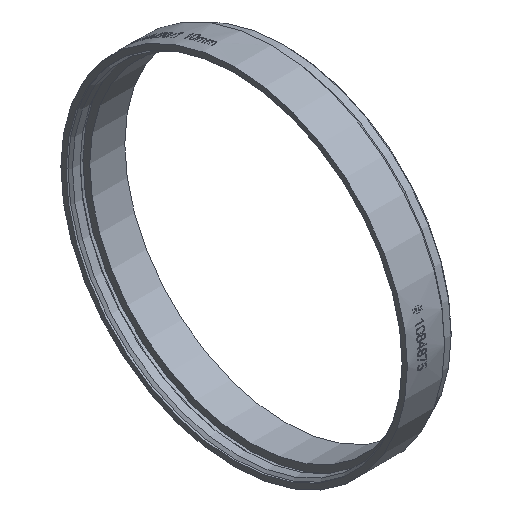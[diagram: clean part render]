
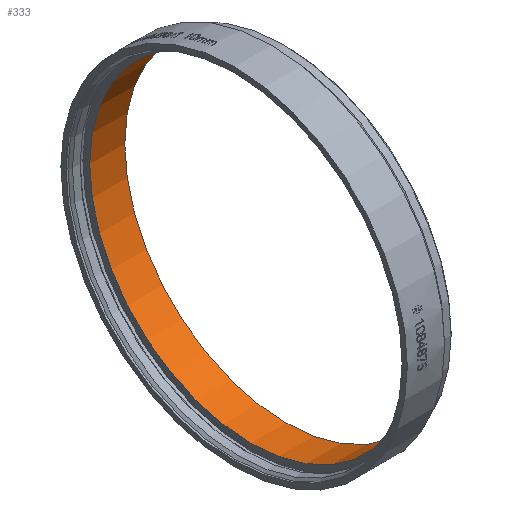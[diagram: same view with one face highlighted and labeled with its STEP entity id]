
A CAD part, isometric view. The second image highlights one B-rep face of the part: STEP entity #333.
In plain terms, the highlighted cylindrical face has radius 43.25 mm (diameter 86.5 mm), a full revolution.
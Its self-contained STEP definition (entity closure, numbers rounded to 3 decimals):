
#119=CIRCLE('',#3091,43.25);
#120=CIRCLE('',#3093,43.25);
#235=FACE_BOUND('',#650,.T.);
#236=FACE_BOUND('',#651,.T.);
#333=ADVANCED_FACE('',(#235,#236),#420,.F.);
#420=CYLINDRICAL_SURFACE('',#3094,43.25);
#650=EDGE_LOOP('',(#1590));
#651=EDGE_LOOP('',(#1591));
#1590=ORIENTED_EDGE('',*,*,#2538,.F.);
#1591=ORIENTED_EDGE('',*,*,#2537,.T.);
#2067=VERTEX_POINT('',#6232);
#2068=VERTEX_POINT('',#6235);
#2537=EDGE_CURVE('',#2067,#2067,#119,.T.);
#2538=EDGE_CURVE('',#2068,#2068,#120,.T.);
#3091=AXIS2_PLACEMENT_3D('',#6231,#3290,#3291);
#3093=AXIS2_PLACEMENT_3D('',#6234,#3294,#3295);
#3094=AXIS2_PLACEMENT_3D('',#6236,#3296,#3297);
#3290=DIRECTION('',(-1.,0.,0.));
#3291=DIRECTION('',(0.,0.,1.));
#3294=DIRECTION('',(-1.,0.,0.));
#3295=DIRECTION('',(0.,0.,1.));
#3296=DIRECTION('',(-1.,0.,0.));
#3297=DIRECTION('',(0.,0.,1.));
#6231=CARTESIAN_POINT('',(4.5,0.,0.));
#6232=CARTESIAN_POINT('',(4.5,0.,43.25));
#6234=CARTESIAN_POINT('',(13.9,0.,0.));
#6235=CARTESIAN_POINT('',(13.9,0.,43.25));
#6236=CARTESIAN_POINT('',(0.,0.,0.));
